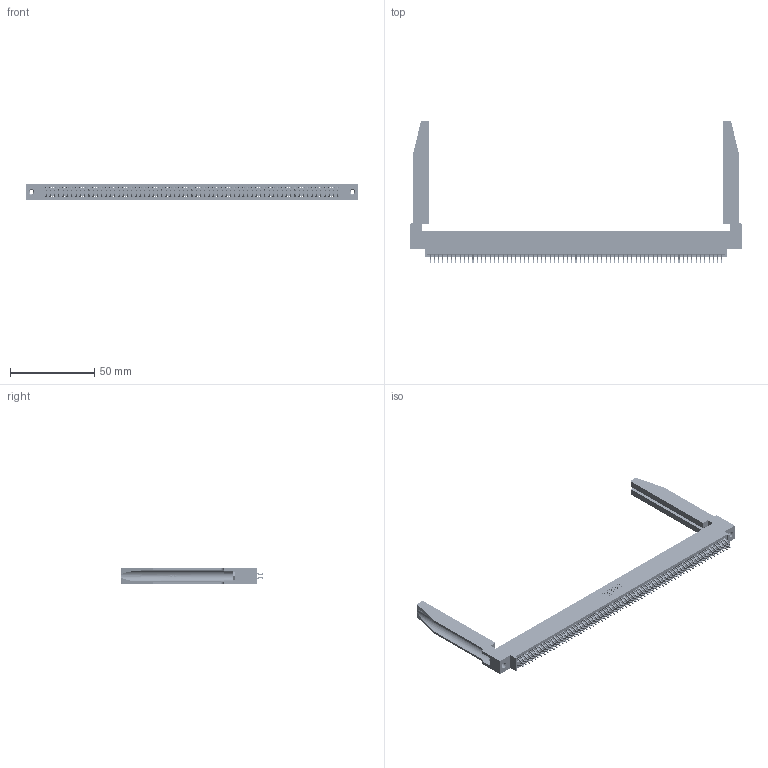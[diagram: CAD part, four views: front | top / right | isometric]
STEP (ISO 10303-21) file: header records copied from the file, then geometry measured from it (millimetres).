
FILE_DESCRIPTION (( 'STEP AP203' ), '1' );
FILE_NAME ('345-138-556-878.STEP', '2019-11-08T17:21:53', ( '' ), ( '' ), 'SwSTEP 2.0', 'SolidWorks 2016', '' );
FILE_SCHEMA (( 'CONFIG_CONTROL_DESIGN' ));
Length unit declared in the file: inch
Products named in the file (5): 345-292-001_556 Tail; 345-138-556-878; 345 Part_0.170 Offset - 0.156 Dia-TH; 345-250-001_345-250-001-102; 345-220-078_345-220-078
Assembly tree (143 placements, depth 2):
  345-138-556-878
    345 Part_0.170 Offset - 0.156 Dia-TH
    345-292-001_556 Tail  x138
    345-250-001_345-250-001-102  x2
    345-220-078_345-220-078  x2
Bounding box: 196.49 x 84.51 x 9.4 mm (x, y, z)
Volume: 26989.9 mm3; surface area: 35793.6 mm2
Topology: 143 solids, 143 shells, 8092 faces, 24007 edges, 15810 vertices
Faces by surface type: plane 5332, cylinder 2708, bspline 36, cone 12, torus 4
Entity records: 55596 total; most frequent: CARTESIAN_POINT 10227, ORIENTED_EDGE 9046, DIRECTION 7965, EDGE_CURVE 4523, VECTOR 4013, LINE 4013, VERTEX_POINT 3008, AXIS2_PLACEMENT_3D 1976
